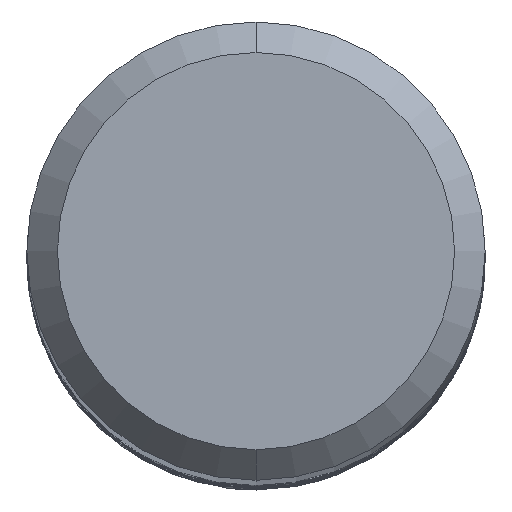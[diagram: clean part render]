
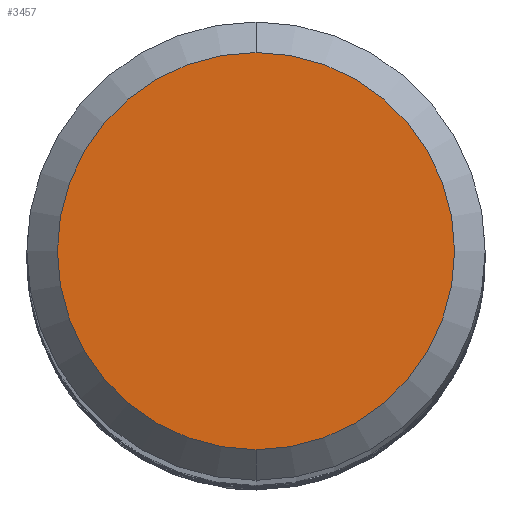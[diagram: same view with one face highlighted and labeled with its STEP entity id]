
A CAD part, top view. The second image highlights one B-rep face of the part: STEP entity #3457.
In plain terms, the highlighted planar face has unit normal (0, 0, 1).
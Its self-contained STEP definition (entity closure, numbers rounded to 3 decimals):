
#1359=EDGE_CURVE('',#2337,#1583,#3887,.T.);
#1535=EDGE_CURVE('',#1583,#2337,#4077,.T.);
#1583=VERTEX_POINT('',#4130);
#2337=VERTEX_POINT('',#4946);
#3457=ADVANCED_FACE('',(#6171),#6172,.T.);
#3887=CIRCLE('',#6965,2.6);
#4077=CIRCLE('',#9520,2.6);
#4130=CARTESIAN_POINT('',(0.0,2.6,0.0));
#4946=CARTESIAN_POINT('',(0.,-2.6,0.0));
#6171=FACE_OUTER_BOUND('',#32729,.T.);
#6172=PLANE('',#32730);
#6965=AXIS2_PLACEMENT_3D('',#36633,#36634,#36635);
#9520=AXIS2_PLACEMENT_3D('',#36820,#36821,#36822);
#32729=EDGE_LOOP('',(#38980,#38981));
#32730=AXIS2_PLACEMENT_3D('',#38982,#38983,#38984);
#36633=CARTESIAN_POINT('',(0.0,0.0,0.0));
#36634=DIRECTION('',(0.0,0.0,-1.0));
#36635=DIRECTION('',(0.0,1.0,0.0));
#36820=CARTESIAN_POINT('',(0.0,0.0,0.0));
#36821=DIRECTION('',(0.0,0.0,-1.0));
#36822=DIRECTION('',(0.0,1.0,0.0));
#38980=ORIENTED_EDGE('',*,*,#1535,.F.);
#38981=ORIENTED_EDGE('',*,*,#1359,.F.);
#38982=CARTESIAN_POINT('',(0.0,1.3,0.0));
#38983=DIRECTION('',(-0.0,0.0,1.0));
#38984=DIRECTION('',(0.0,-1.0,0.0));
